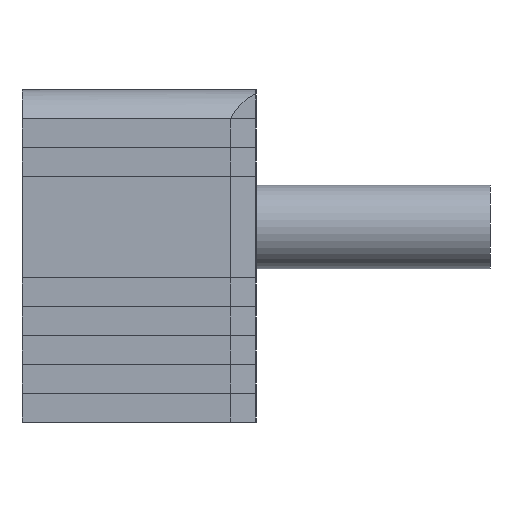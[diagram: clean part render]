
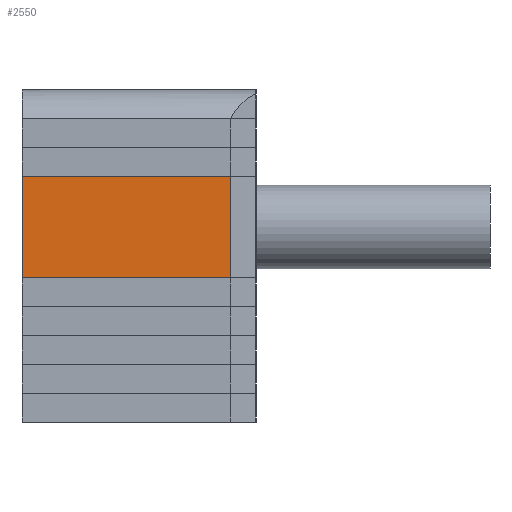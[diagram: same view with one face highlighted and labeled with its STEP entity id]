
A CAD part, left-side view. The second image highlights one B-rep face of the part: STEP entity #2550.
In plain terms, the highlighted face is planar.
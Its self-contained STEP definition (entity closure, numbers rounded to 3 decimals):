
#26 = CARTESIAN_POINT ( 'NONE',  ( 2.6, 0., -10. ) ) ;
#133 = EDGE_CURVE ( 'NONE', #1681, #1133, #1772, .T. ) ;
#218 = FACE_OUTER_BOUND ( 'NONE', #2218, .T. ) ;
#334 = CARTESIAN_POINT ( 'NONE',  ( -2.6, 6.5, -10. ) ) ;
#428 = CARTESIAN_POINT ( 'NONE',  ( 2.6, -4.2, -10. ) ) ;
#473 = DIRECTION ( 'NONE',  ( 0., 0., -1. ) ) ;
#964 = VECTOR ( 'NONE', #4184, 1000. ) ;
#1044 = VERTEX_POINT ( 'NONE', #3591 ) ;
#1057 = VECTOR ( 'NONE', #2097, 1000. ) ;
#1133 = VERTEX_POINT ( 'NONE', #334 ) ;
#1240 = DIRECTION ( 'NONE',  ( -1., 0., 0. ) ) ;
#1420 = VECTOR ( 'NONE', #3709, 1000. ) ;
#1532 = PLANE ( 'NONE',  #3093 ) ;
#1583 = ORIENTED_EDGE ( 'NONE', *, *, #3138, .F. ) ;
#1681 = VERTEX_POINT ( 'NONE', #2447 ) ;
#1734 = EDGE_CURVE ( 'NONE', #3210, #1044, #1783, .T. ) ;
#1772 = LINE ( 'NONE', #4028, #3297 ) ;
#1783 = LINE ( 'NONE', #428, #964 ) ;
#1962 = LINE ( 'NONE', #3789, #1420 ) ;
#2097 = DIRECTION ( 'NONE',  ( 0., -1., 0. ) ) ;
#2218 = EDGE_LOOP ( 'NONE', ( #2393, #4401, #1583, #2335 ) ) ;
#2281 = CARTESIAN_POINT ( 'NONE',  ( 2.6, 0., -10. ) ) ;
#2335 = ORIENTED_EDGE ( 'NONE', *, *, #133, .F. ) ;
#2393 = ORIENTED_EDGE ( 'NONE', *, *, #2914, .T. ) ;
#2447 = CARTESIAN_POINT ( 'NONE',  ( 2.6, 6.5, -10. ) ) ;
#2550 = ADVANCED_FACE ( 'NONE', ( #218 ), #1532, .T. ) ;
#2842 = DIRECTION ( 'NONE',  ( -1., 0., 0. ) ) ;
#2914 = EDGE_CURVE ( 'NONE', #1681, #3210, #3842, .T. ) ;
#3093 = AXIS2_PLACEMENT_3D ( 'NONE', #2281, #473, #1240 ) ;
#3138 = EDGE_CURVE ( 'NONE', #1133, #1044, #1962, .T. ) ;
#3210 = VERTEX_POINT ( 'NONE', #3447 ) ;
#3297 = VECTOR ( 'NONE', #2842, 1000. ) ;
#3447 = CARTESIAN_POINT ( 'NONE',  ( 2.6, -4.2, -10. ) ) ;
#3591 = CARTESIAN_POINT ( 'NONE',  ( -2.6, -4.2, -10. ) ) ;
#3709 = DIRECTION ( 'NONE',  ( 0., -1., 0. ) ) ;
#3789 = CARTESIAN_POINT ( 'NONE',  ( -2.6, 0., -10. ) ) ;
#3842 = LINE ( 'NONE', #26, #1057 ) ;
#4028 = CARTESIAN_POINT ( 'NONE',  ( 2.6, 6.5, -10. ) ) ;
#4184 = DIRECTION ( 'NONE',  ( -1., 0., 0. ) ) ;
#4401 = ORIENTED_EDGE ( 'NONE', *, *, #1734, .T. ) ;
